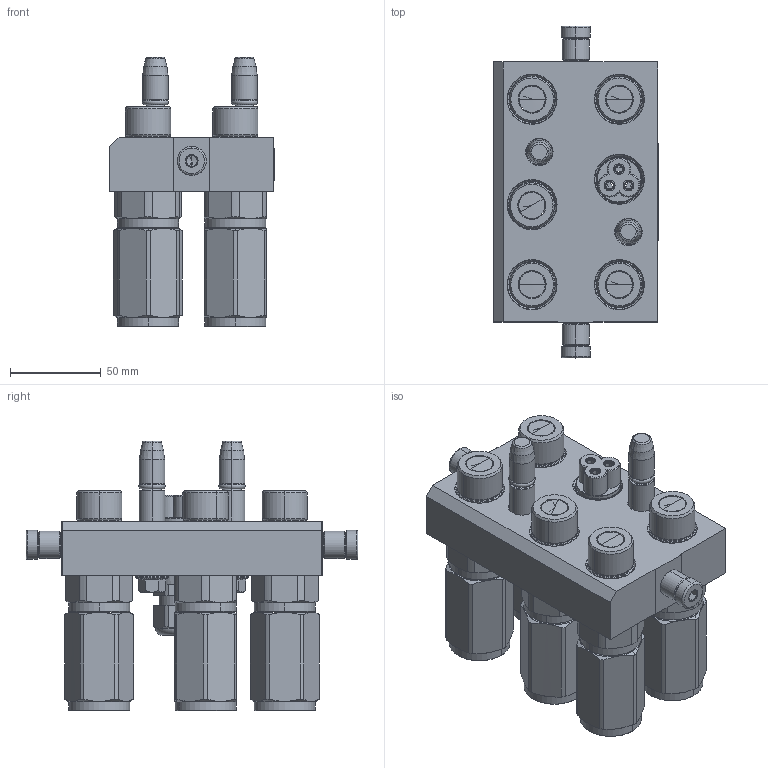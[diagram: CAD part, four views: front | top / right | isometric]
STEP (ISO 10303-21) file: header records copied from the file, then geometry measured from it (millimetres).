
FILE_DESCRIPTION (( 'STEP AP214' ), '1' );
FILE_NAME ('FASTER.step', '2024-11-22T15:47:25', ( '' ), ( '' ), 'SwSTEP 2.0', 'SolidWorks 2017', '' );
FILE_SCHEMA (( 'AUTOMOTIVE_DESIGN' ));
Length unit declared in the file: millimetre
Products named in the file (14): FASTER; P608_M_BASE; 3ffnp12_gas_m; 4830_013_3000_030; conn_3p_m; et002; corpospel08-3m; 4830_044_0000_000; or2_62x9_19_m; 4830_028_1000_011; 4850_010_0000_010; 1540_080_0008_000; 4830_021_0000_000
Assembly tree (24 placements, depth 3):
  FASTER
    P608_M_BASE
      4850_010_0000_010
      4830_021_0000_000  x2
      4830_013_3000_030  x2
      4830_028_1000_011  x2
      1540_080_0008_000  x2
      or2_62x9_19_m  x2
    3ffnp12_gas_m  x5
      3ffnp12_gas_m
    conn_3p_m
      4830_044_0000_000  x3
      corpospel08-3m
    et002
Bounding box: 90.3 x 182.6 x 148.2 mm (x, y, z)
Volume: 2873.9 mm3; surface area: 173488.1 mm2
Topology: 5 solids, 74 shells, 2901 faces, 8677 edges, 5746 vertices
Faces by surface type: plane 1601, cylinder 531, cone 436, bspline 174, torus 153, sphere 6
Entity records: 64490 total; most frequent: CARTESIAN_POINT 16201, ORIENTED_EDGE 9008, DIRECTION 8447, EDGE_CURVE 4727, VECTOR 3295, LINE 3295, VERTEX_POINT 3114, AXIS2_PLACEMENT_3D 2576
